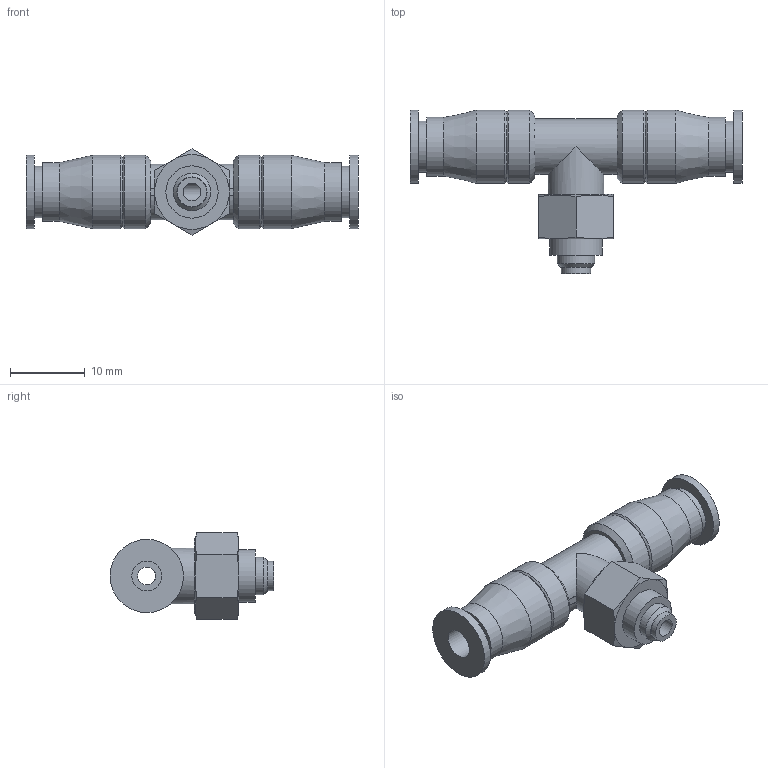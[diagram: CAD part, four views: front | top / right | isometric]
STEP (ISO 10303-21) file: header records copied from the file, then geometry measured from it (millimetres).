
FILE_DESCRIPTION(/* description */ ('STEP AP214'),/* implementation_level */ '2;1');
FILE_NAME(/* name */ '164200_CRQST-M5-4',/* time_stamp */ '2024-08-09T14:28:01+02:00',/* author */ ('License CC BY-ND 4.0'),/* organization */ ('CADENAS'),/* preprocessor_version */ 'ST-DEVELOPER v19.3',/* originating_system */ 'PARTsolutions',/* authorisation */ ' ');
FILE_SCHEMA (('AUTOMOTIVE_DESIGN {1 0 10303 214 3 1 1}'));
Length unit declared in the file: millimetre
Products named in the file (1): 164200 CRQST-M5-4
Bounding box: 44.4 x 21.9 x 11.55 mm (x, y, z)
Volume: 2865.7 mm3; surface area: 2586.9 mm2
Topology: 1 solids, 1 shells, 68 faces, 140 edges, 85 vertices
Faces by surface type: plane 27, cone 21, cylinder 20
Full cylindrical faces by diameter (mm): 2.4 x2, 3.92 x1, 4 x2, 5 x1, 6.86 x2, 7 x1, 7.488 x1, 7.84 x2, 9.8 x6, 10 x1
Entity records: 1694 total; most frequent: CARTESIAN_POINT 335, DIRECTION 286, ORIENTED_EDGE 220, AXIS2_PLACEMENT_3D 131, EDGE_LOOP 112, FACE_BOUND 112, EDGE_CURVE 110, VERTEX_POINT 84
